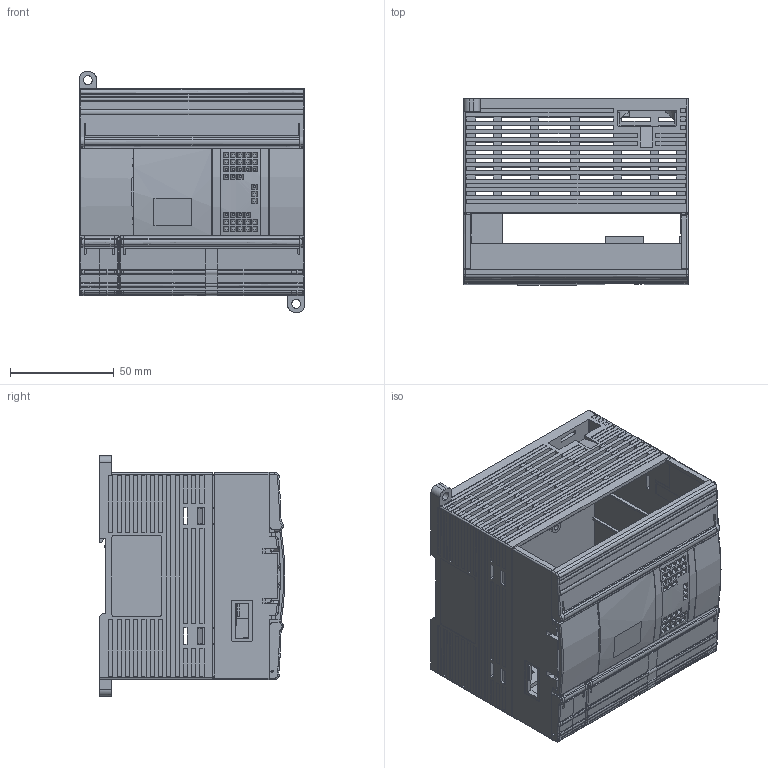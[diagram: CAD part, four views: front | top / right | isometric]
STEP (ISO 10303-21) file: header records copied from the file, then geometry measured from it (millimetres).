
FILE_DESCRIPTION(/* description */ (''),/* implementation_level */ '2;1');
FILE_NAME(/* name */ 'XD5E-3~1',/* time_stamp */ '2020-11-12T15:48:39+08:00',/* author */ (''),/* organization */ (''),/* preprocessor_version */ 'ST-DEVELOPER v15',/* originating_system */ '',/* authorisation */ '');
FILE_SCHEMA (('AUTOMOTIVE_DESIGN'));
Products named in the file (1): Document
Bounding box: 108.65 x 89.8 x 116 mm (x, y, z)
Volume: 66606.2 mm3; surface area: 147555.9 mm2
Topology: 1 solids, 8 shells, 2733 faces, 8018 edges, 5194 vertices
Faces by surface type: plane 1881, bspline 852
Entity records: 104866 total; most frequent: CARTESIAN_POINT 54306, ORIENTED_EDGE 15723, EDGE_CURVE 7972, B_SPLINE_CURVE_WITH_KNOTS 6693, VERTEX_POINT 5193, EDGE_LOOP 3099, ADVANCED_FACE 2733, FACE_OUTER_BOUND 2733
